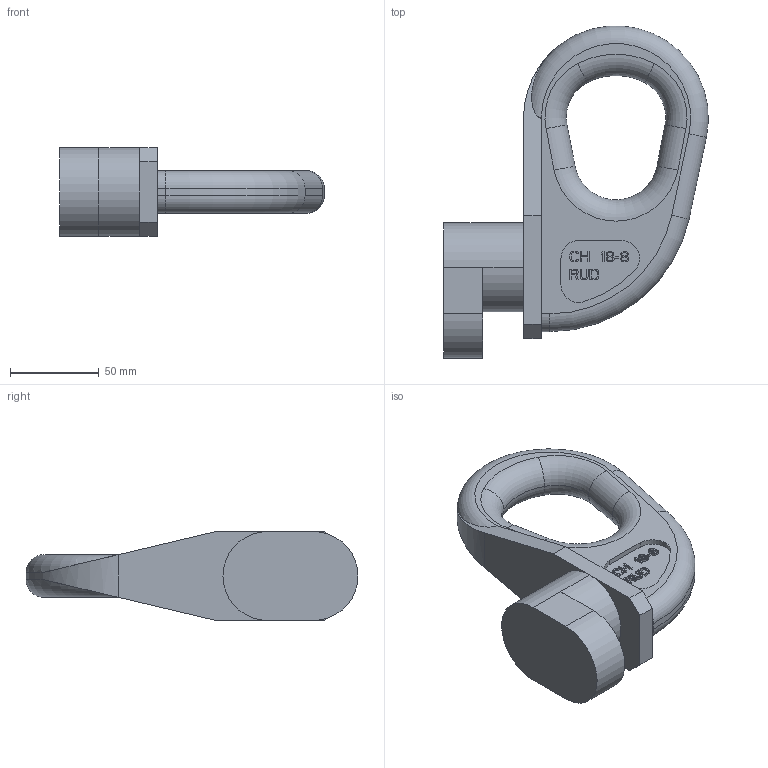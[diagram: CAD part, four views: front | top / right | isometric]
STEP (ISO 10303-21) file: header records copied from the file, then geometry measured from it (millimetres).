
FILE_DESCRIPTION((''),'2;1');
FILE_NAME('4VCH-10T','2005-01-19T',('jakubetz'),(''),'PRO/ENGINEER BY PARAMETRIC TECHNOLOGY CORPORATION, 2001400','PRO/ENGINEER BY PARAMETRIC TECHNOLOGY CORPORATION, 2001400','');
FILE_SCHEMA(('CONFIG_CONTROL_DESIGN'));
Length unit declared in the file: millimetre
Products named in the file (1): 4VCH-10T
Bounding box: 148.96 x 186.89 x 50 mm (x, y, z)
Volume: 381662.4 mm3; surface area: 51286.7 mm2
Topology: 1 solids, 1 shells, 345 faces, 958 edges, 632 vertices
Faces by surface type: plane 312, cylinder 21, torus 12
Entity records: 10953 total; most frequent: CARTESIAN_POINT 2032, ORIENTED_EDGE 1916, DIRECTION 1698, EDGE_CURVE 958, VECTOR 892, LINE 892, VERTEX_POINT 632, AXIS2_PLACEMENT_3D 403
